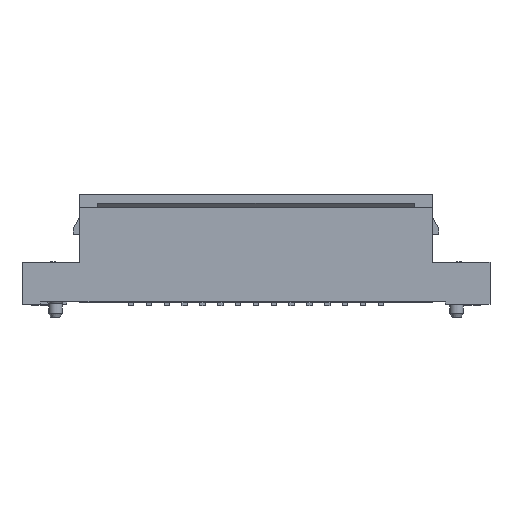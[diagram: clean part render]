
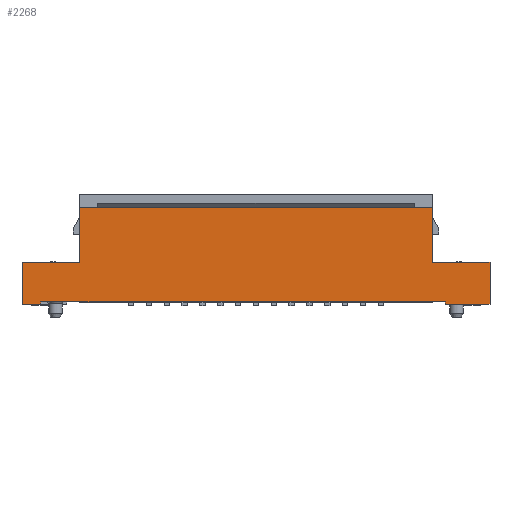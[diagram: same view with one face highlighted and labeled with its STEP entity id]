
A CAD part, front view. The second image highlights one B-rep face of the part: STEP entity #2268.
In plain terms, the highlighted planar face has unit normal (0, -1, 0).
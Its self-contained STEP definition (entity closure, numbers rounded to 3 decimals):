
#35=CARTESIAN_POINT('',(-10.5,-4.,0.));
#36=VERTEX_POINT('',#35);
#37=CARTESIAN_POINT('',(-10.5,-4.,1.9));
#38=VERTEX_POINT('',#37);
#39=CARTESIAN_POINT('',(-10.5,-4.,0.));
#40=DIRECTION('',(0.,0.,1.));
#41=VECTOR('',#40,1.9);
#42=LINE('',#39,#41);
#43=EDGE_CURVE('',#36,#38,#42,.T.);
#155=CARTESIAN_POINT('',(10.5,-4.,0.));
#156=VERTEX_POINT('',#155);
#173=CARTESIAN_POINT('',(10.5,-4.,1.9));
#174=VERTEX_POINT('',#173);
#181=CARTESIAN_POINT('',(10.5,-4.,1.9));
#182=DIRECTION('',(0.,0.,-1.));
#183=VECTOR('',#182,1.9);
#184=LINE('',#181,#183);
#185=EDGE_CURVE('',#174,#156,#184,.T.);
#1659=CARTESIAN_POINT('',(8.5,-4.,0.));
#1660=VERTEX_POINT('',#1659);
#1661=CARTESIAN_POINT('',(10.5,-4.,0.));
#1662=DIRECTION('',(-1.,0.,0.));
#1663=VECTOR('',#1662,2.);
#1664=LINE('',#1661,#1663);
#1665=EDGE_CURVE('',#156,#1660,#1664,.T.);
#2190=CARTESIAN_POINT('',(0.,-4.,2.175));
#2191=DIRECTION('',(1.,0.,0.));
#2192=DIRECTION('',(0.,-1.,0.));
#2193=AXIS2_PLACEMENT_3D('',#2190,#2192,#2191);
#2194=PLANE('',#2193);
#2195=CARTESIAN_POINT('',(-9.65,-4.,0.));
#2196=VERTEX_POINT('',#2195);
#2197=CARTESIAN_POINT('',(-10.5,-4.,0.));
#2198=DIRECTION('',(1.,0.,0.));
#2199=VECTOR('',#2198,0.85);
#2200=LINE('',#2197,#2199);
#2201=EDGE_CURVE('',#36,#2196,#2200,.T.);
#2202=ORIENTED_EDGE('',*,*,#2201,.T.);
#2203=CARTESIAN_POINT('',(-9.65,-4.,0.13));
#2204=VERTEX_POINT('',#2203);
#2205=CARTESIAN_POINT('',(-9.65,-4.,0.));
#2206=DIRECTION('',(0.,0.,1.));
#2207=VECTOR('',#2206,0.13);
#2208=LINE('',#2205,#2207);
#2209=EDGE_CURVE('',#2196,#2204,#2208,.T.);
#2210=ORIENTED_EDGE('',*,*,#2209,.T.);
#2211=CARTESIAN_POINT('',(8.5,-4.,0.13));
#2212=VERTEX_POINT('',#2211);
#2213=CARTESIAN_POINT('',(-9.65,-4.,0.13));
#2214=DIRECTION('',(1.,0.,0.));
#2215=VECTOR('',#2214,18.15);
#2216=LINE('',#2213,#2215);
#2217=EDGE_CURVE('',#2204,#2212,#2216,.T.);
#2218=ORIENTED_EDGE('',*,*,#2217,.T.);
#2219=CARTESIAN_POINT('',(8.5,-4.,0.13));
#2220=DIRECTION('',(0.,0.,-1.));
#2221=VECTOR('',#2220,0.13);
#2222=LINE('',#2219,#2221);
#2223=EDGE_CURVE('',#2212,#1660,#2222,.T.);
#2224=ORIENTED_EDGE('',*,*,#2223,.T.);
#2225=ORIENTED_EDGE('',*,*,#1665,.F.);
#2226=ORIENTED_EDGE('',*,*,#185,.F.);
#2227=CARTESIAN_POINT('',(7.9,-4.,1.9));
#2228=VERTEX_POINT('',#2227);
#2229=CARTESIAN_POINT('',(10.5,-4.,1.9));
#2230=DIRECTION('',(-1.,0.,0.));
#2231=VECTOR('',#2230,2.6);
#2232=LINE('',#2229,#2231);
#2233=EDGE_CURVE('',#174,#2228,#2232,.T.);
#2234=ORIENTED_EDGE('',*,*,#2233,.T.);
#2235=CARTESIAN_POINT('',(7.9,-4.,4.35));
#2236=VERTEX_POINT('',#2235);
#2237=CARTESIAN_POINT('',(7.9,-4.,1.9));
#2238=DIRECTION('',(0.,0.,1.));
#2239=VECTOR('',#2238,2.45);
#2240=LINE('',#2237,#2239);
#2241=EDGE_CURVE('',#2228,#2236,#2240,.T.);
#2242=ORIENTED_EDGE('',*,*,#2241,.T.);
#2243=CARTESIAN_POINT('',(-7.9,-4.,4.35));
#2244=VERTEX_POINT('',#2243);
#2245=CARTESIAN_POINT('',(7.9,-4.,4.35));
#2246=DIRECTION('',(-1.,0.,0.));
#2247=VECTOR('',#2246,15.8);
#2248=LINE('',#2245,#2247);
#2249=EDGE_CURVE('',#2236,#2244,#2248,.T.);
#2250=ORIENTED_EDGE('',*,*,#2249,.T.);
#2251=CARTESIAN_POINT('',(-7.9,-4.,1.9));
#2252=VERTEX_POINT('',#2251);
#2253=CARTESIAN_POINT('',(-7.9,-4.,4.35));
#2254=DIRECTION('',(0.,0.,-1.));
#2255=VECTOR('',#2254,2.45);
#2256=LINE('',#2253,#2255);
#2257=EDGE_CURVE('',#2244,#2252,#2256,.T.);
#2258=ORIENTED_EDGE('',*,*,#2257,.T.);
#2259=CARTESIAN_POINT('',(-7.9,-4.,1.9));
#2260=DIRECTION('',(-1.,0.,0.));
#2261=VECTOR('',#2260,2.6);
#2262=LINE('',#2259,#2261);
#2263=EDGE_CURVE('',#2252,#38,#2262,.T.);
#2264=ORIENTED_EDGE('',*,*,#2263,.T.);
#2265=ORIENTED_EDGE('',*,*,#43,.F.);
#2266=EDGE_LOOP('',(#2202,#2210,#2218,#2224,#2225,#2226,#2234,#2242,#2250,#2258,#2264,#2265));
#2267=FACE_OUTER_BOUND('',#2266,.T.);
#2268=ADVANCED_FACE('',(#2267),#2194,.T.);
